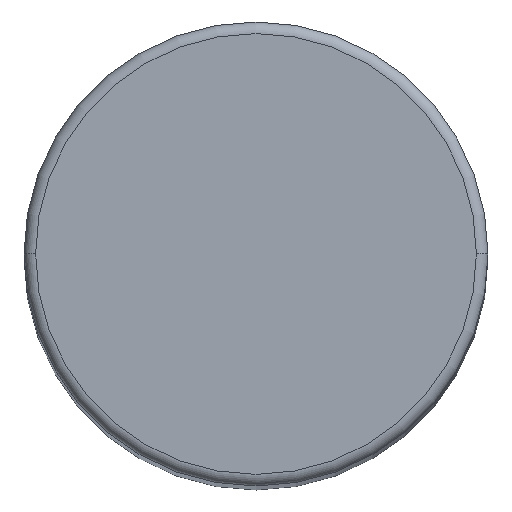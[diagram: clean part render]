
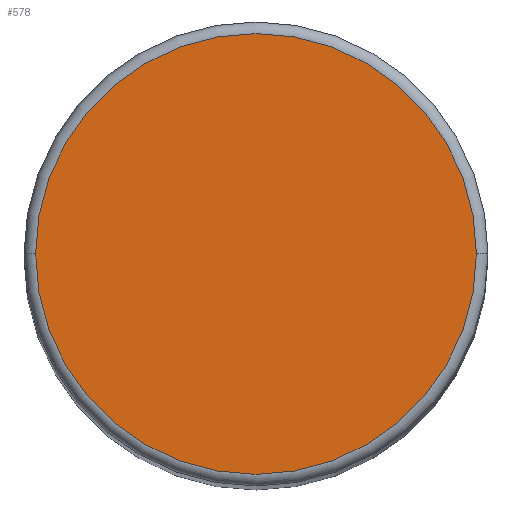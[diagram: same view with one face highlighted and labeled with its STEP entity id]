
A CAD part, top view. The second image highlights one B-rep face of the part: STEP entity #578.
In plain terms, the highlighted planar face has unit normal (0, 0, 1).
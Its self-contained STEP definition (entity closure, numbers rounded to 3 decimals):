
#205=CARTESIAN_POINT('',(0.,0.,40.));
#206=DIRECTION('',(0.,0.,1.));
#207=DIRECTION('',(1.,0.,0.));
#208=AXIS2_PLACEMENT_3D('',#205,#206,#207);
#210=CARTESIAN_POINT('',(0.,0.,40.));
#211=DIRECTION('',(0.,0.,1.));
#212=DIRECTION('',(-1.,0.,0.));
#213=AXIS2_PLACEMENT_3D('',#210,#211,#212);
#232=CARTESIAN_POINT('',(3.8,0.,40.));
#233=CARTESIAN_POINT('',(-3.8,0.,40.));
#234=VERTEX_POINT('',#232);
#235=VERTEX_POINT('',#233);
#568=CARTESIAN_POINT('',(0.,0.,40.));
#569=DIRECTION('',(0.,0.,1.));
#570=DIRECTION('',(1.,0.,0.));
#571=AXIS2_PLACEMENT_3D('',#568,#569,#570);
#572=PLANE('',#571);
#573=ORIENTED_EDGE('',*,*,#551,.F.);
#575=ORIENTED_EDGE('',*,*,#574,.F.);
#576=EDGE_LOOP('',(#573,#575));
#577=FACE_OUTER_BOUND('',#576,.F.);
#578=ADVANCED_FACE('',(#577),#572,.T.);
#209=CIRCLE('',#208,3.8);
#214=CIRCLE('',#213,3.8);
#551=EDGE_CURVE('',#234,#235,#209,.T.);
#574=EDGE_CURVE('',#235,#234,#214,.T.);
